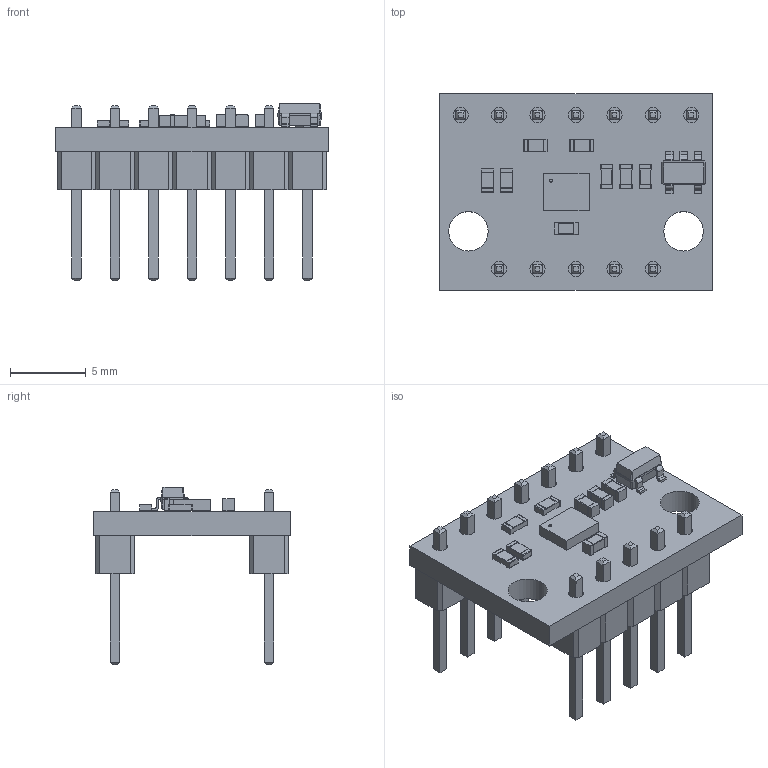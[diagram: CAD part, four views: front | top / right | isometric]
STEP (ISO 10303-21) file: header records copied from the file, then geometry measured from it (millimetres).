
FILE_DESCRIPTION(('KiCad electronic assembly'),'2;1');
FILE_NAME('bmi160.step','2023-02-20T09:24:11',('An Author'),('A Company' ),'Open CASCADE STEP processor 7.5','KiCad to STEP converter', 'Unknown');
FILE_SCHEMA(('AUTOMOTIVE_DESIGN { 1 0 10303 214 1 1 1 1 }'));
Length unit declared in the file: millimetre
Products named in the file (14): Open CASCADE STEP translator 7.5 1; Bosch_LGA-14_3x2.5mm_P0.5mm; SOLID; SOT-23-5; R_0603_1608Metric; PinHeader_1x05_P2.54mm_Vertical; PinHeader_1x07_P2.54mm_Vertical; C_0603_1608Metric; COMPOUND
Assembly tree (19 placements, depth 3):
  Open CASCADE STEP translator 7.5 1
    Bosch_LGA-14_3x2.5mm_P0.5mm
      SOLID
    SOT-23-5
      SOLID
    R_0603_1608Metric  x4
      SOLID
    PinHeader_1x05_P2.54mm_Vertical
      SOLID
    PinHeader_1x07_P2.54mm_Vertical
      SOLID
    C_0603_1608Metric  x4
      SOLID
    COMPOUND
Bounding box: 18 x 13 x 11.69 mm (x, y, z)
Volume: 596.7 mm3; surface area: 1318.9 mm2
Topology: 13 solids, 13 shells, 719 faces, 1782 edges, 1136 vertices
Faces by surface type: plane 575, cylinder 115, bspline 29
Full cylindrical faces by diameter (mm): 0.2 x1, 1 x12, 2.6 x2
Entity records: 37805 total; most frequent: CARTESIAN_POINT 5943, DIRECTION 5164, LINE 3779, VECTOR 3779, ORIENTED_EDGE 2724, PCURVE 2724, DEFINITIONAL_REPRESENTATION 2724, EDGE_CURVE 1362
